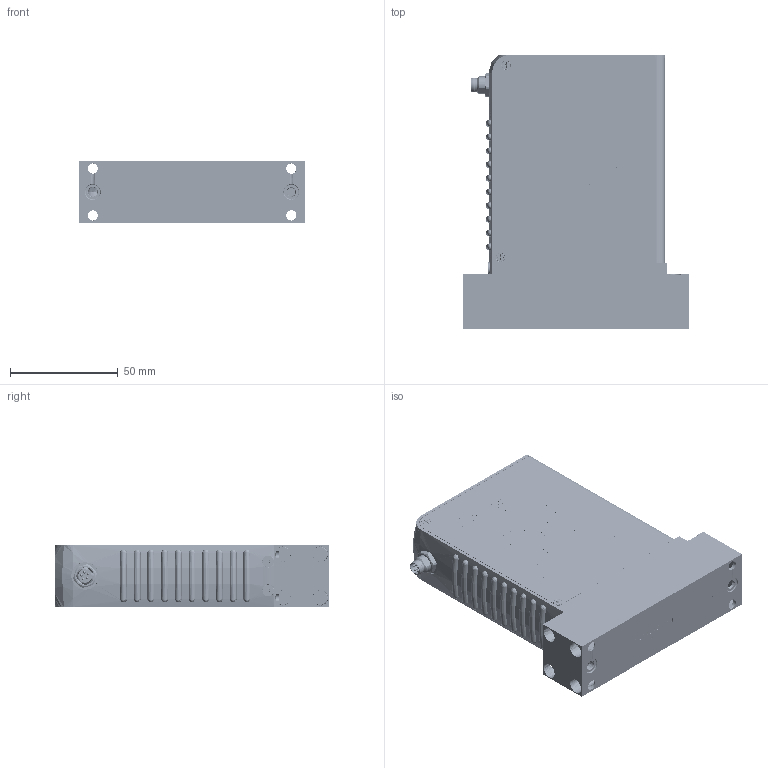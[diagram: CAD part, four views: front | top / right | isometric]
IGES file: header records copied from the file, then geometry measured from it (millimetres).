
Start section: SolidWorks IGES file using analytic representation for surfaces
Global section: file name: GF100-GF120-GF125-CX-E0.IGS; native system: SolidWorks 2020; preprocessor: SolidWorks 2020; author: CFehr; date: 220324.111248; units: inch
Bounding box: 104.95 x 127 x 28.45 mm (x, y, z)
Volume: 55960.2 mm3; surface area: 84990.7 mm2
Topology: 175 solids, 175 shells, 7486 faces, 36810 edges, 30653 vertices
Faces by surface type: plane 3954, bspline 2328, revolution 1204
